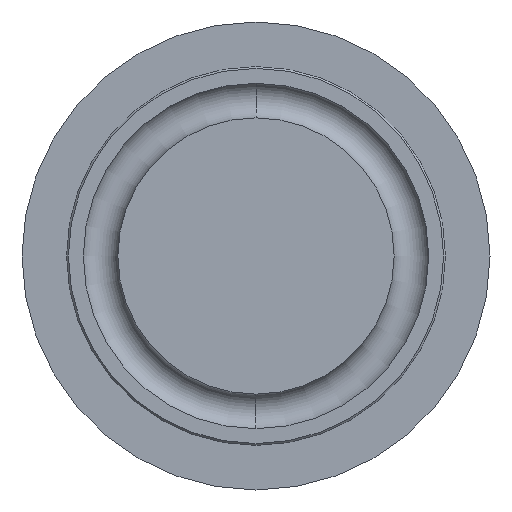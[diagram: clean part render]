
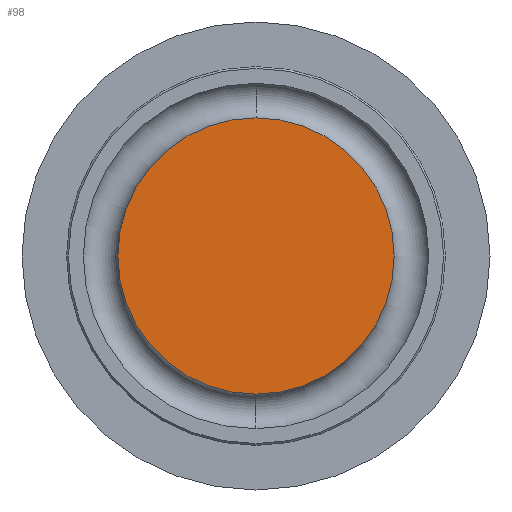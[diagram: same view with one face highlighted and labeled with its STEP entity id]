
A CAD part, left-side view. The second image highlights one B-rep face of the part: STEP entity #98.
In plain terms, the highlighted planar face has unit normal (-1, 0, 0).
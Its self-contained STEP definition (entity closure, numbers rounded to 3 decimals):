
#28 = AXIS2_PLACEMENT_3D ( 'NONE', #176, #257, #450 ) ;
#36 = ORIENTED_EDGE ( 'NONE', *, *, #43, .T. ) ;
#43 = EDGE_CURVE ( 'NONE', #409, #61, #276, .T. ) ;
#46 = CARTESIAN_POINT ( 'NONE',  ( -8.328, 0., 18.592 ) ) ;
#55 = DIRECTION ( 'NONE',  ( 1., 0., 0. ) ) ;
#61 = VERTEX_POINT ( 'NONE', #46 ) ;
#98 = ADVANCED_FACE ( 'NONE', ( #254 ), #369, .F. ) ;
#120 = DIRECTION ( 'NONE',  ( 0., 0., 1. ) ) ;
#123 = CARTESIAN_POINT ( 'NONE',  ( -8.328, 18.592, 0. ) ) ;
#165 = EDGE_LOOP ( 'NONE', ( #198, #36 ) ) ;
#176 = CARTESIAN_POINT ( 'NONE',  ( -8.328, 0., 0. ) ) ;
#198 = ORIENTED_EDGE ( 'NONE', *, *, #509, .T. ) ;
#212 = AXIS2_PLACEMENT_3D ( 'NONE', #123, #55, #291 ) ;
#244 = DIRECTION ( 'NONE',  ( -1., 0., 0. ) ) ;
#254 = FACE_OUTER_BOUND ( 'NONE', #165, .T. ) ;
#257 = DIRECTION ( 'NONE',  ( -1., 0., 0. ) ) ;
#276 = CIRCLE ( 'NONE', #28, 18.592 ) ;
#287 = CARTESIAN_POINT ( 'NONE',  ( -8.328, 0., 0. ) ) ;
#291 = DIRECTION ( 'NONE',  ( 0., 0., -1. ) ) ;
#369 = PLANE ( 'NONE',  #212 ) ;
#379 = CIRCLE ( 'NONE', #449, 18.592 ) ;
#409 = VERTEX_POINT ( 'NONE', #503 ) ;
#449 = AXIS2_PLACEMENT_3D ( 'NONE', #287, #244, #120 ) ;
#450 = DIRECTION ( 'NONE',  ( 0., 0., 1. ) ) ;
#503 = CARTESIAN_POINT ( 'NONE',  ( -8.328, 0., -18.592 ) ) ;
#509 = EDGE_CURVE ( 'NONE', #61, #409, #379, .T. ) ;
